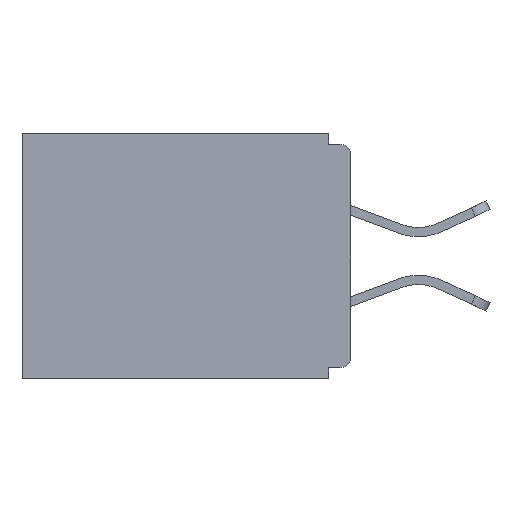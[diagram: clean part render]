
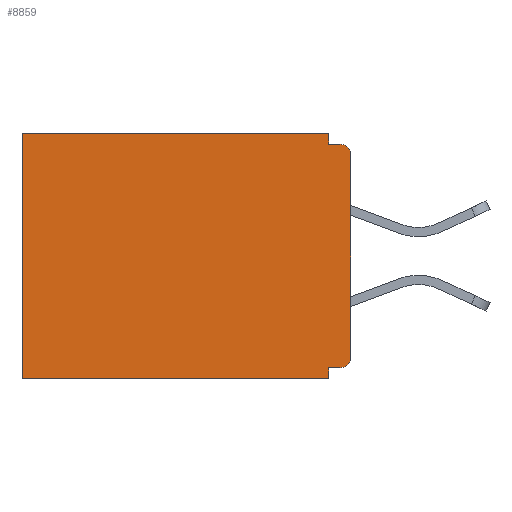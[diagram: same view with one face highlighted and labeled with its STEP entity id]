
A CAD part, left-side view. The second image highlights one B-rep face of the part: STEP entity #8859.
In plain terms, the highlighted planar face has unit normal (-1, 0, 0).
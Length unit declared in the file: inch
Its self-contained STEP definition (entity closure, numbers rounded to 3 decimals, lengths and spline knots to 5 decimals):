
#45 = VERTEX_POINT ( 'NONE', #9322 ) ;
#54 = CIRCLE ( 'NONE', #5665, 0.015 ) ;
#115 = VERTEX_POINT ( 'NONE', #1722 ) ;
#336 = CARTESIAN_POINT ( 'NONE',  ( 0.298, 0.031, -0.343 ) ) ;
#436 = CARTESIAN_POINT ( 'NONE',  ( 0.298, 0.031, -0.343 ) ) ;
#681 = DIRECTION ( 'NONE',  ( 0., 0., -1. ) ) ;
#921 = CARTESIAN_POINT ( 'NONE',  ( 0.298, 0.031, -0.328 ) ) ;
#1102 = DIRECTION ( 'NONE',  ( 0., 0., -1. ) ) ;
#1199 = DIRECTION ( 'NONE',  ( -1., 0., 0. ) ) ;
#1244 = VERTEX_POINT ( 'NONE', #921 ) ;
#1491 = EDGE_CURVE ( 'NONE', #2424, #45, #54, .T. ) ;
#1604 = AXIS2_PLACEMENT_3D ( 'NONE', #4800, #7288, #681 ) ;
#1644 = CARTESIAN_POINT ( 'NONE',  ( 0.298, 0., -0.343 ) ) ;
#1722 = CARTESIAN_POINT ( 'NONE',  ( 0.298, 0., -0.03 ) ) ;
#1976 = DIRECTION ( 'NONE',  ( 0., 0., -1. ) ) ;
#2055 = DIRECTION ( 'NONE',  ( 0., 0., -1. ) ) ;
#2098 = VERTEX_POINT ( 'NONE', #7412 ) ;
#2296 = PLANE ( 'NONE',  #1604 ) ;
#2424 = VERTEX_POINT ( 'NONE', #7929 ) ;
#2566 = VECTOR ( 'NONE', #1102, 39.37008 ) ;
#2594 = EDGE_LOOP ( 'NONE', ( #4204, #3836, #9123, #4665, #8164, #9071, #7101, #10189, #5822, #3563 ) ) ;
#2653 = VERTEX_POINT ( 'NONE', #8144 ) ;
#2778 = LINE ( 'NONE', #1644, #5567 ) ;
#3163 = CARTESIAN_POINT ( 'NONE',  ( 0.298, 0., -0.015 ) ) ;
#3563 = ORIENTED_EDGE ( 'NONE', *, *, #6890, .F. ) ;
#3568 = VERTEX_POINT ( 'NONE', #5887 ) ;
#3722 = FACE_OUTER_BOUND ( 'NONE', #2594, .T. ) ;
#3836 = ORIENTED_EDGE ( 'NONE', *, *, #4548, .F. ) ;
#4049 = LINE ( 'NONE', #3163, #8917 ) ;
#4176 = EDGE_CURVE ( 'NONE', #3568, #2653, #5124, .T. ) ;
#4204 = ORIENTED_EDGE ( 'NONE', *, *, #8075, .T. ) ;
#4220 = VECTOR ( 'NONE', #4495, 39.37008 ) ;
#4404 = VERTEX_POINT ( 'NONE', #8045 ) ;
#4495 = DIRECTION ( 'NONE',  ( 0., 0., -1. ) ) ;
#4536 = EDGE_CURVE ( 'NONE', #2424, #1244, #5249, .T. ) ;
#4548 = EDGE_CURVE ( 'NONE', #4404, #2098, #4049, .T. ) ;
#4581 = CARTESIAN_POINT ( 'NONE',  ( 0.298, 0., 0. ) ) ;
#4665 = ORIENTED_EDGE ( 'NONE', *, *, #4176, .T. ) ;
#4800 = CARTESIAN_POINT ( 'NONE',  ( 0.298, 0., 0. ) ) ;
#4828 = DIRECTION ( 'NONE',  ( 0., 1., 0. ) ) ;
#4870 = VERTEX_POINT ( 'NONE', #7228 ) ;
#5124 = LINE ( 'NONE', #8454, #7476 ) ;
#5158 = DIRECTION ( 'NONE',  ( 0., 0., -1. ) ) ;
#5249 = LINE ( 'NONE', #8197, #10452 ) ;
#5338 = LINE ( 'NONE', #9313, #5866 ) ;
#5488 = CIRCLE ( 'NONE', #7022, 0.015 ) ;
#5567 = VECTOR ( 'NONE', #5776, 39.37008 ) ;
#5639 = DIRECTION ( 'NONE',  ( 0., -1., 0. ) ) ;
#5665 = AXIS2_PLACEMENT_3D ( 'NONE', #6294, #8888, #7271 ) ;
#5763 = CARTESIAN_POINT ( 'NONE',  ( 0.298, 0.46, -0.343 ) ) ;
#5776 = DIRECTION ( 'NONE',  ( 0., 1., 0. ) ) ;
#5822 = ORIENTED_EDGE ( 'NONE', *, *, #1491, .T. ) ;
#5866 = VECTOR ( 'NONE', #5158, 39.37008 ) ;
#5887 = CARTESIAN_POINT ( 'NONE',  ( 0.298, 0.031, 0. ) ) ;
#6282 = EDGE_CURVE ( 'NONE', #3568, #4404, #9391, .T. ) ;
#6294 = CARTESIAN_POINT ( 'NONE',  ( 0.298, 0.015, -0.313 ) ) ;
#6747 = LINE ( 'NONE', #4581, #8339 ) ;
#6799 = DIRECTION ( 'NONE',  ( 0., 1., 0. ) ) ;
#6866 = EDGE_CURVE ( 'NONE', #2653, #9329, #5338, .T. ) ;
#6890 = EDGE_CURVE ( 'NONE', #115, #45, #6747, .T. ) ;
#7022 = AXIS2_PLACEMENT_3D ( 'NONE', #9558, #1199, #2055 ) ;
#7101 = ORIENTED_EDGE ( 'NONE', *, *, #10574, .F. ) ;
#7228 = CARTESIAN_POINT ( 'NONE',  ( 0.298, 0.031, -0.343 ) ) ;
#7271 = DIRECTION ( 'NONE',  ( 0., 0., -1. ) ) ;
#7288 = DIRECTION ( 'NONE',  ( 1., 0., 0. ) ) ;
#7412 = CARTESIAN_POINT ( 'NONE',  ( 0.298, 0.015, -0.015 ) ) ;
#7476 = VECTOR ( 'NONE', #6799, 39.37008 ) ;
#7929 = CARTESIAN_POINT ( 'NONE',  ( 0.298, 0.015, -0.328 ) ) ;
#8045 = CARTESIAN_POINT ( 'NONE',  ( 0.298, 0.031, -0.015 ) ) ;
#8075 = EDGE_CURVE ( 'NONE', #115, #2098, #5488, .T. ) ;
#8144 = CARTESIAN_POINT ( 'NONE',  ( 0.298, 0.46, 0. ) ) ;
#8164 = ORIENTED_EDGE ( 'NONE', *, *, #6866, .T. ) ;
#8174 = LINE ( 'NONE', #336, #4220 ) ;
#8197 = CARTESIAN_POINT ( 'NONE',  ( 0.298, 0., -0.328 ) ) ;
#8339 = VECTOR ( 'NONE', #1976, 39.37008 ) ;
#8454 = CARTESIAN_POINT ( 'NONE',  ( 0.298, 0., 0. ) ) ;
#8859 = ADVANCED_FACE ( 'NONE', ( #3722 ), #2296, .F. ) ;
#8888 = DIRECTION ( 'NONE',  ( -1., 0., 0. ) ) ;
#8917 = VECTOR ( 'NONE', #5639, 39.37008 ) ;
#9071 = ORIENTED_EDGE ( 'NONE', *, *, #10321, .F. ) ;
#9123 = ORIENTED_EDGE ( 'NONE', *, *, #6282, .F. ) ;
#9313 = CARTESIAN_POINT ( 'NONE',  ( 0.298, 0.46, 0. ) ) ;
#9322 = CARTESIAN_POINT ( 'NONE',  ( 0.298, 0., -0.313 ) ) ;
#9329 = VERTEX_POINT ( 'NONE', #5763 ) ;
#9391 = LINE ( 'NONE', #436, #2566 ) ;
#9558 = CARTESIAN_POINT ( 'NONE',  ( 0.298, 0.015, -0.03 ) ) ;
#10189 = ORIENTED_EDGE ( 'NONE', *, *, #4536, .F. ) ;
#10321 = EDGE_CURVE ( 'NONE', #4870, #9329, #2778, .T. ) ;
#10452 = VECTOR ( 'NONE', #4828, 39.37008 ) ;
#10574 = EDGE_CURVE ( 'NONE', #1244, #4870, #8174, .T. ) ;
